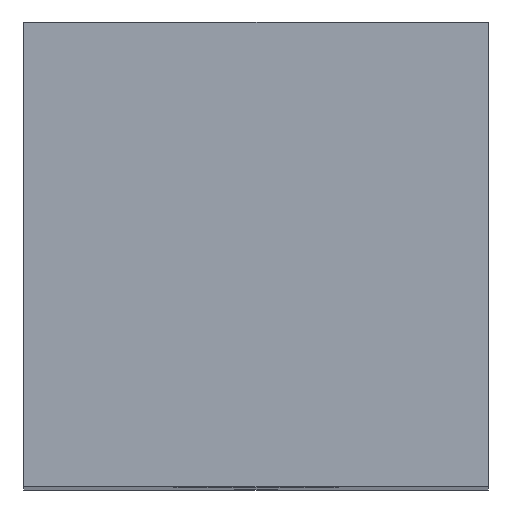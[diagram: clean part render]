
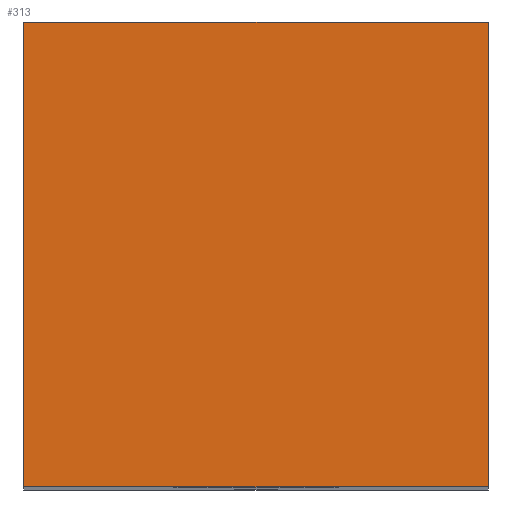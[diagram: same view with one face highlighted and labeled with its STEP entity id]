
A CAD part, top view. The second image highlights one B-rep face of the part: STEP entity #313.
In plain terms, the highlighted planar face has unit normal (0, 0, 1).
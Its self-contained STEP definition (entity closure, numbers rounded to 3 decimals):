
#5 = CARTESIAN_POINT ( 'NONE',  ( 0., 0., 30. ) ) ;
#12 = ORIENTED_EDGE ( 'NONE', *, *, #66, .T. ) ;
#27 = EDGE_CURVE ( 'NONE', #87, #270, #183, .T. ) ;
#33 = CARTESIAN_POINT ( 'NONE',  ( 0., 0., 30. ) ) ;
#52 = CARTESIAN_POINT ( 'NONE',  ( 0., 7., 30. ) ) ;
#56 = ORIENTED_EDGE ( 'NONE', *, *, #27, .T. ) ;
#66 = EDGE_CURVE ( 'NONE', #270, #250, #148, .T. ) ;
#76 = CARTESIAN_POINT ( 'NONE',  ( 7., 7., 30. ) ) ;
#87 = VERTEX_POINT ( 'NONE', #76 ) ;
#148 = LINE ( 'NONE', #296, #290 ) ;
#159 = VERTEX_POINT ( 'NONE', #300 ) ;
#165 = PLANE ( 'NONE',  #335 ) ;
#182 = LINE ( 'NONE', #284, #461 ) ;
#183 = LINE ( 'NONE', #372, #401 ) ;
#219 = EDGE_LOOP ( 'NONE', ( #12, #278, #220, #56 ) ) ;
#220 = ORIENTED_EDGE ( 'NONE', *, *, #488, .T. ) ;
#244 = DIRECTION ( 'NONE',  ( 0., 1., 0. ) ) ;
#246 = LINE ( 'NONE', #5, #495 ) ;
#250 = VERTEX_POINT ( 'NONE', #33 ) ;
#270 = VERTEX_POINT ( 'NONE', #52 ) ;
#278 = ORIENTED_EDGE ( 'NONE', *, *, #386, .T. ) ;
#284 = CARTESIAN_POINT ( 'NONE',  ( 7., 0., 30. ) ) ;
#290 = VECTOR ( 'NONE', #487, 1000. ) ;
#294 = DIRECTION ( 'NONE',  ( -1., 0., 0. ) ) ;
#296 = CARTESIAN_POINT ( 'NONE',  ( 0., 0., 30. ) ) ;
#300 = CARTESIAN_POINT ( 'NONE',  ( 7., 0., 30. ) ) ;
#302 = DIRECTION ( 'NONE',  ( 1., 0., 0. ) ) ;
#313 = ADVANCED_FACE ( 'NONE', ( #343 ), #165, .F. ) ;
#317 = CARTESIAN_POINT ( 'NONE',  ( 0., 0., 30. ) ) ;
#335 = AXIS2_PLACEMENT_3D ( 'NONE', #317, #429, #467 ) ;
#343 = FACE_OUTER_BOUND ( 'NONE', #219, .T. ) ;
#372 = CARTESIAN_POINT ( 'NONE',  ( 0., 7., 30. ) ) ;
#386 = EDGE_CURVE ( 'NONE', #250, #159, #246, .T. ) ;
#401 = VECTOR ( 'NONE', #294, 1000. ) ;
#429 = DIRECTION ( 'NONE',  ( 0., 0., -1. ) ) ;
#461 = VECTOR ( 'NONE', #244, 1000. ) ;
#467 = DIRECTION ( 'NONE',  ( -1., 0., 0. ) ) ;
#487 = DIRECTION ( 'NONE',  ( 0., -1., 0. ) ) ;
#488 = EDGE_CURVE ( 'NONE', #159, #87, #182, .T. ) ;
#495 = VECTOR ( 'NONE', #302, 1000. ) ;
